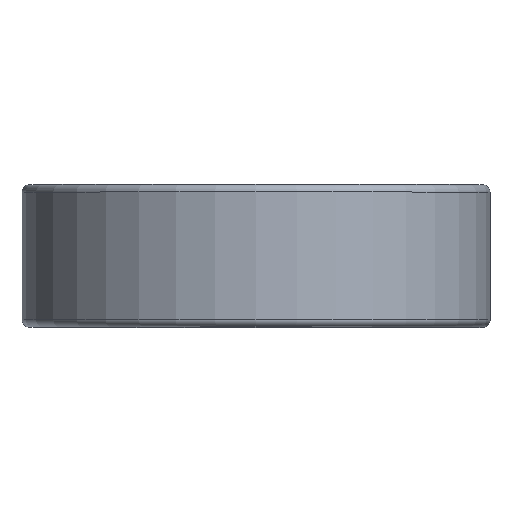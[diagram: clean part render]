
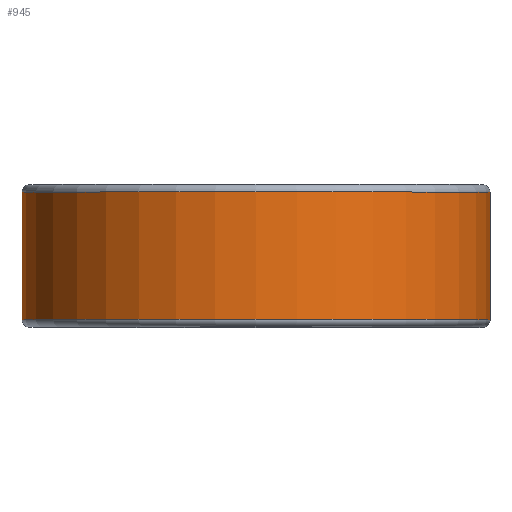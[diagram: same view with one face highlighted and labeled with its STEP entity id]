
A CAD part, top view. The second image highlights one B-rep face of the part: STEP entity #945.
In plain terms, the highlighted cylindrical face has radius 23.444 mm (diameter 46.888 mm), a partial arc.
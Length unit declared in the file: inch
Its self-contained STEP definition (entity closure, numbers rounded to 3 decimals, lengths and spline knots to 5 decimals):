
#5 = CIRCLE ( 'NONE', #2008, 0.923 ) ;
#85 = DIRECTION ( 'NONE',  ( 0., -1., 0. ) ) ;
#129 = CARTESIAN_POINT ( 'NONE',  ( 0., -0.25125, -0.923 ) ) ;
#270 = CIRCLE ( 'NONE', #1572, 0.923 ) ;
#326 = ORIENTED_EDGE ( 'NONE', *, *, #1254, .T. ) ;
#378 = EDGE_CURVE ( 'NONE', #1882, #2272, #753, .T. ) ;
#544 = ORIENTED_EDGE ( 'NONE', *, *, #667, .F. ) ;
#573 = DIRECTION ( 'NONE',  ( 0., 1., 0. ) ) ;
#584 = ORIENTED_EDGE ( 'NONE', *, *, #378, .T. ) ;
#627 = DIRECTION ( 'NONE',  ( 0., 1., 0. ) ) ;
#659 = CARTESIAN_POINT ( 'NONE',  ( 0.923, -0.25125, 0. ) ) ;
#667 = EDGE_CURVE ( 'NONE', #1079, #2181, #1391, .T. ) ;
#678 = DIRECTION ( 'NONE',  ( 0., 0., -1. ) ) ;
#753 = LINE ( 'NONE', #2004, #1965 ) ;
#789 = EDGE_CURVE ( 'NONE', #1882, #1079, #5, .T. ) ;
#853 = DIRECTION ( 'NONE',  ( 0., -1., 0. ) ) ;
#896 = CARTESIAN_POINT ( 'NONE',  ( 0.923, 0.25125, 0. ) ) ;
#926 = ORIENTED_EDGE ( 'NONE', *, *, #789, .F. ) ;
#945 = ADVANCED_FACE ( 'NONE', ( #1534 ), #1341, .T. ) ;
#964 = AXIS2_PLACEMENT_3D ( 'NONE', #1591, #853, #678 ) ;
#996 = CARTESIAN_POINT ( 'NONE',  ( 0., 0.25125, -0.923 ) ) ;
#1018 = CARTESIAN_POINT ( 'NONE',  ( 0., -0.25125, 0. ) ) ;
#1079 = VERTEX_POINT ( 'NONE', #129 ) ;
#1202 = DIRECTION ( 'NONE',  ( 0., 0., -1. ) ) ;
#1223 = CARTESIAN_POINT ( 'NONE',  ( 0., 0.25125, 0. ) ) ;
#1254 = EDGE_CURVE ( 'NONE', #2272, #2181, #270, .T. ) ;
#1341 = CYLINDRICAL_SURFACE ( 'NONE', #964, 0.923 ) ;
#1349 = VECTOR ( 'NONE', #627, 39.37008 ) ;
#1391 = LINE ( 'NONE', #996, #1349 ) ;
#1416 = DIRECTION ( 'NONE',  ( 0., 0., -1. ) ) ;
#1534 = FACE_OUTER_BOUND ( 'NONE', #1541, .T. ) ;
#1541 = EDGE_LOOP ( 'NONE', ( #584, #326, #544, #926 ) ) ;
#1572 = AXIS2_PLACEMENT_3D ( 'NONE', #1223, #85, #1416 ) ;
#1591 = CARTESIAN_POINT ( 'NONE',  ( 0., 0.25, 0. ) ) ;
#1882 = VERTEX_POINT ( 'NONE', #659 ) ;
#1965 = VECTOR ( 'NONE', #573, 39.37008 ) ;
#2004 = CARTESIAN_POINT ( 'NONE',  ( 0.923, 0.25125, 0. ) ) ;
#2008 = AXIS2_PLACEMENT_3D ( 'NONE', #1018, #2347, #1202 ) ;
#2038 = CARTESIAN_POINT ( 'NONE',  ( 0., 0.25125, -0.923 ) ) ;
#2181 = VERTEX_POINT ( 'NONE', #2038 ) ;
#2272 = VERTEX_POINT ( 'NONE', #896 ) ;
#2347 = DIRECTION ( 'NONE',  ( 0., -1., 0. ) ) ;
